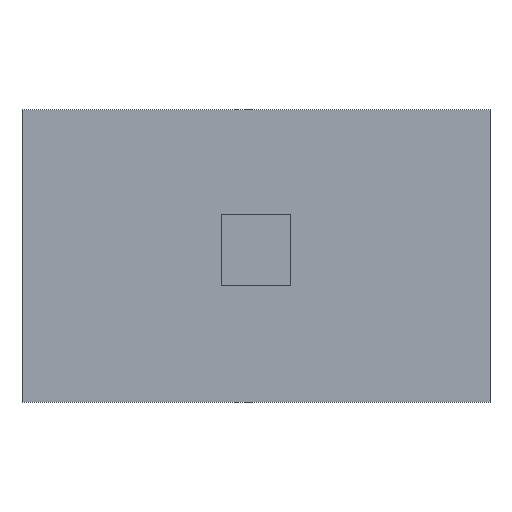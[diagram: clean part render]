
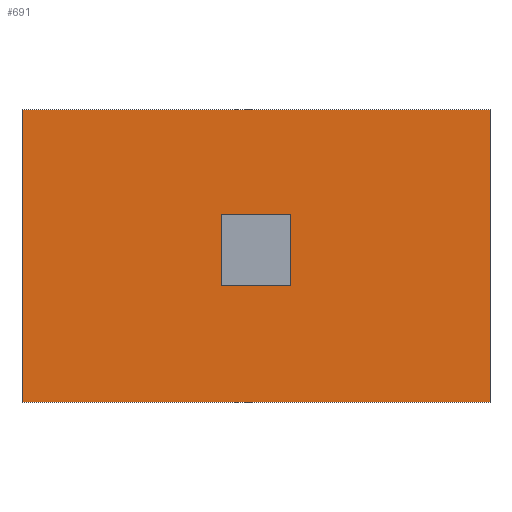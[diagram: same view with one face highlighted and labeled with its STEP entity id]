
A CAD part, left-side view. The second image highlights one B-rep face of the part: STEP entity #691.
In plain terms, the highlighted planar face has unit normal (-1, 0, 0).
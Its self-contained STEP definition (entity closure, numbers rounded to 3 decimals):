
#447 = EDGE_CURVE('',#448,#450,#452,.T.);
#448 = VERTEX_POINT('',#449);
#449 = CARTESIAN_POINT('',(77.5,-50.,0.1));
#450 = VERTEX_POINT('',#451);
#451 = CARTESIAN_POINT('',(77.5,-37.5,0.1));
#452 = LINE('',#453,#454);
#453 = CARTESIAN_POINT('',(77.5,-50.,0.1));
#454 = VECTOR('',#455,1.);
#455 = DIRECTION('',(0.,1.,0.));
#478 = EDGE_CURVE('',#450,#479,#481,.T.);
#479 = VERTEX_POINT('',#480);
#480 = CARTESIAN_POINT('',(77.5,-37.5,7.9));
#481 = LINE('',#482,#483);
#482 = CARTESIAN_POINT('',(77.5,-37.5,0.1));
#483 = VECTOR('',#484,1.);
#484 = DIRECTION('',(0.,0.,1.));
#502 = EDGE_CURVE('',#503,#448,#505,.T.);
#503 = VERTEX_POINT('',#504);
#504 = CARTESIAN_POINT('',(77.5,-50.,7.9));
#505 = LINE('',#506,#507);
#506 = CARTESIAN_POINT('',(77.5,-50.,7.9));
#507 = VECTOR('',#508,1.);
#508 = DIRECTION('',(0.,0.,-1.));
#526 = EDGE_CURVE('',#479,#503,#527,.T.);
#527 = LINE('',#528,#529);
#528 = CARTESIAN_POINT('',(77.5,-37.5,7.9));
#529 = VECTOR('',#530,1.);
#530 = DIRECTION('',(0.,-1.,0.));
#691 = ADVANCED_FACE('',(#692,#698),#732,.F.);
#692 = FACE_BOUND('',#693,.T.);
#693 = EDGE_LOOP('',(#694,#695,#696,#697));
#694 = ORIENTED_EDGE('',*,*,#502,.F.);
#695 = ORIENTED_EDGE('',*,*,#526,.F.);
#696 = ORIENTED_EDGE('',*,*,#478,.F.);
#697 = ORIENTED_EDGE('',*,*,#447,.F.);
#698 = FACE_BOUND('',#699,.F.);
#699 = EDGE_LOOP('',(#700,#710,#718,#726));
#700 = ORIENTED_EDGE('',*,*,#701,.T.);
#701 = EDGE_CURVE('',#702,#704,#706,.T.);
#702 = VERTEX_POINT('',#703);
#703 = CARTESIAN_POINT('',(77.5,-44.68,5.1));
#704 = VERTEX_POINT('',#705);
#705 = CARTESIAN_POINT('',(77.5,-42.82,5.1));
#706 = LINE('',#707,#708);
#707 = CARTESIAN_POINT('',(77.5,-44.68,5.1));
#708 = VECTOR('',#709,1.);
#709 = DIRECTION('',(0.,1.,0.));
#710 = ORIENTED_EDGE('',*,*,#711,.F.);
#711 = EDGE_CURVE('',#712,#704,#714,.T.);
#712 = VERTEX_POINT('',#713);
#713 = CARTESIAN_POINT('',(77.5,-42.82,3.2));
#714 = LINE('',#715,#716);
#715 = CARTESIAN_POINT('',(77.5,-42.82,3.2));
#716 = VECTOR('',#717,1.);
#717 = DIRECTION('',(0.,0.,1.));
#718 = ORIENTED_EDGE('',*,*,#719,.F.);
#719 = EDGE_CURVE('',#720,#712,#722,.T.);
#720 = VERTEX_POINT('',#721);
#721 = CARTESIAN_POINT('',(77.5,-44.68,3.2));
#722 = LINE('',#723,#724);
#723 = CARTESIAN_POINT('',(77.5,-44.68,3.2));
#724 = VECTOR('',#725,1.);
#725 = DIRECTION('',(0.,1.,0.));
#726 = ORIENTED_EDGE('',*,*,#727,.F.);
#727 = EDGE_CURVE('',#702,#720,#728,.T.);
#728 = LINE('',#729,#730);
#729 = CARTESIAN_POINT('',(77.5,-44.68,5.1));
#730 = VECTOR('',#731,1.);
#731 = DIRECTION('',(0.,0.,-1.));
#732 = PLANE('',#733);
#733 = AXIS2_PLACEMENT_3D('',#734,#735,#736);
#734 = CARTESIAN_POINT('',(77.5,-43.75,4.023));
#735 = DIRECTION('',(1.,0.,0.));
#736 = DIRECTION('',(0.,0.,1.));
